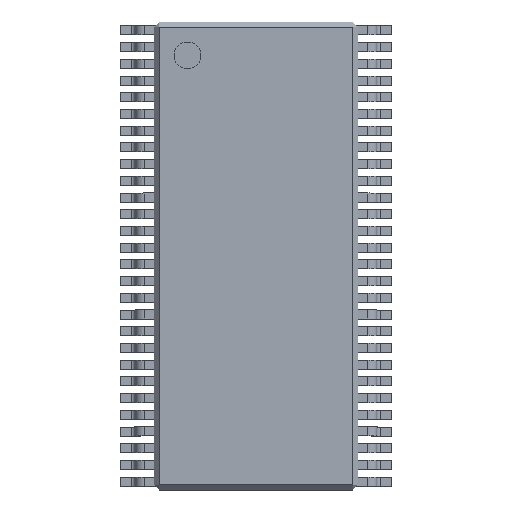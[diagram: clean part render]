
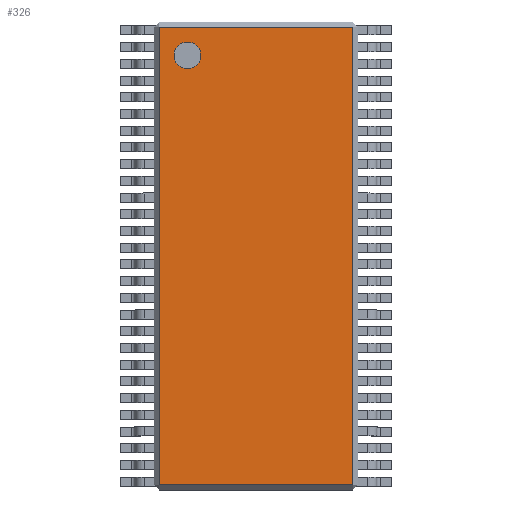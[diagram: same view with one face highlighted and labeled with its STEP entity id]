
A CAD part, top view. The second image highlights one B-rep face of the part: STEP entity #326.
In plain terms, the highlighted planar face has unit normal (0, 0, 1).
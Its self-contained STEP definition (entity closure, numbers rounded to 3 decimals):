
#13=DIRECTION('',(0.,0.,1.));
#14=DIRECTION('',(1.,0.,0.));
#119=VECTOR('',#120,1.);
#120=DIRECTION('',(0.,1.,0.));
#195=VERTEX_POINT('',#196);
#196=CARTESIAN_POINT('',(-2.9,-6.85,2.));
#204=VERTEX_POINT('',#205);
#205=CARTESIAN_POINT('',(-2.9,6.85,2.));
#210=ORIENTED_EDGE('',*,*,#211,.F.);
#211=EDGE_CURVE('',#195,#204,#212,.T.);
#212=LINE('',#213,#119);
#213=CARTESIAN_POINT('',(-2.9,-7.,2.));
#283=VECTOR('',#14,1.);
#326=ADVANCED_FACE('',(#327,#345),#354,.T.);
#327=FACE_BOUND('',#328,.T.);
#328=EDGE_LOOP('',(#210,#329,#335,#341));
#329=ORIENTED_EDGE('',*,*,#330,.T.);
#330=EDGE_CURVE('',#195,#331,#333,.T.);
#331=VERTEX_POINT('',#332);
#332=CARTESIAN_POINT('',(2.9,-6.85,2.));
#333=LINE('',#334,#283);
#334=CARTESIAN_POINT('',(-3.05,-6.85,2.));
#335=ORIENTED_EDGE('',*,*,#336,.T.);
#336=EDGE_CURVE('',#331,#337,#339,.T.);
#337=VERTEX_POINT('',#338);
#338=CARTESIAN_POINT('',(2.9,6.85,2.));
#339=LINE('',#340,#119);
#340=CARTESIAN_POINT('',(2.9,-7.,2.));
#341=ORIENTED_EDGE('',*,*,#342,.F.);
#342=EDGE_CURVE('',#204,#337,#343,.T.);
#343=LINE('',#344,#283);
#344=CARTESIAN_POINT('',(-3.05,6.85,2.));
#345=FACE_BOUND('',#346,.T.);
#346=EDGE_LOOP('',(#347));
#347=ORIENTED_EDGE('',*,*,#348,.F.);
#348=EDGE_CURVE('',#349,#349,#351,.T.);
#349=VERTEX_POINT('',#350);
#350=CARTESIAN_POINT('',(-1.65,6.,2.));
#351=CIRCLE('',#352,0.4);
#352=AXIS2_PLACEMENT_3D('',#353,#13,#14);
#353=CARTESIAN_POINT('',(-2.05,6.,2.));
#354=PLANE('',#355);
#355=AXIS2_PLACEMENT_3D('',#356,#13,#14);
#356=CARTESIAN_POINT('',(-3.05,-7.,2.));
